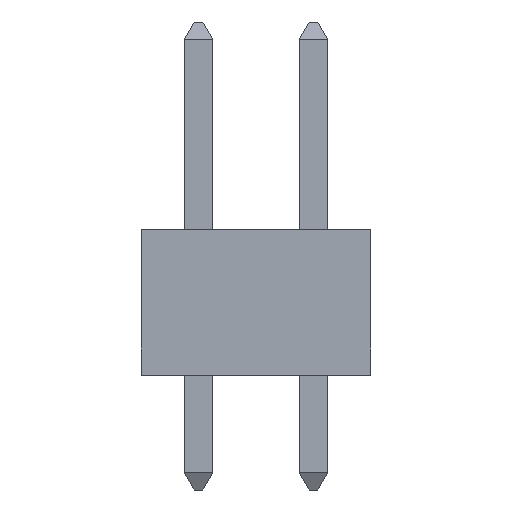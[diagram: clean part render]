
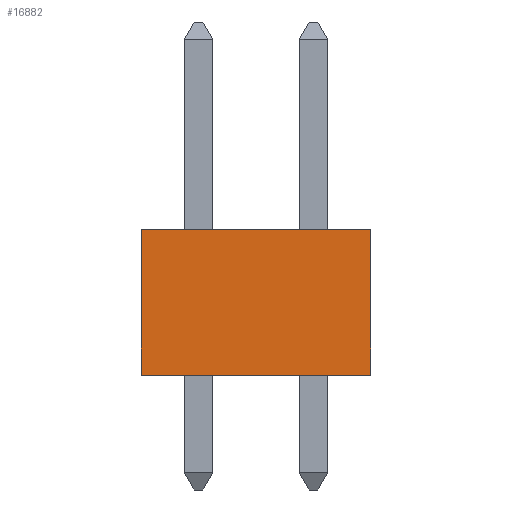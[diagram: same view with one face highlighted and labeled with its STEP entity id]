
A CAD part, left-side view. The second image highlights one B-rep face of the part: STEP entity #16882.
In plain terms, the highlighted planar face has unit normal (-1, 0, 0).
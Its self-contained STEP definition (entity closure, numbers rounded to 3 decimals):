
#16821 = CARTESIAN_POINT ( 'NONE',  ( -1., 3., 0. ) ) ;
#16822 = VERTEX_POINT ( 'NONE', #16821 ) ;
#16829 = CARTESIAN_POINT ( 'NONE',  ( -1., 3., 2.54 ) ) ;
#16830 = VERTEX_POINT ( 'NONE', #16829 ) ;
#16831 = CARTESIAN_POINT ( 'NONE',  ( -1., 3., 2.54 ) ) ;
#16832 = DIRECTION ( 'NONE',  ( 0., 0., -1. ) ) ;
#16833 = VECTOR ( 'NONE', #16832, 1000. ) ;
#16834 = LINE ( 'NONE', #16831, #16833 ) ;
#16835 = EDGE_CURVE ( 'NONE', #16830, #16822, #16834, .T. ) ;
#16852 = CARTESIAN_POINT ( 'NONE',  ( -1., -1., 0. ) ) ;
#16853 = VERTEX_POINT ( 'NONE', #16852 ) ;
#16854 = CARTESIAN_POINT ( 'NONE',  ( -1., -1., 0. ) ) ;
#16855 = DIRECTION ( 'NONE',  ( 0., -1., 0. ) ) ;
#16856 = VECTOR ( 'NONE', #16855, 1000. ) ;
#16857 = LINE ( 'NONE', #16854, #16856 ) ;
#16858 = EDGE_CURVE ( 'NONE', #16822, #16853, #16857, .T. ) ;
#16859 = ORIENTED_EDGE ( 'NONE', *, *, #16858, .T. ) ;
#16860 = CARTESIAN_POINT ( 'NONE',  ( -1., -1., 2.54 ) ) ;
#16861 = VERTEX_POINT ( 'NONE', #16860 ) ;
#16862 = CARTESIAN_POINT ( 'NONE',  ( -1., -1., 2.54 ) ) ;
#16863 = DIRECTION ( 'NONE',  ( 0., 0., -1. ) ) ;
#16864 = VECTOR ( 'NONE', #16863, 1000. ) ;
#16865 = LINE ( 'NONE', #16862, #16864 ) ;
#16866 = EDGE_CURVE ( 'NONE', #16861, #16853, #16865, .T. ) ;
#16867 = ORIENTED_EDGE ( 'NONE', *, *, #16866, .F. ) ;
#16868 = CARTESIAN_POINT ( 'NONE',  ( -1., -1., 2.54 ) ) ;
#16869 = DIRECTION ( 'NONE',  ( 0., -1., 0. ) ) ;
#16870 = VECTOR ( 'NONE', #16869, 1000. ) ;
#16871 = LINE ( 'NONE', #16868, #16870 ) ;
#16872 = EDGE_CURVE ( 'NONE', #16830, #16861, #16871, .T. ) ;
#16873 = ORIENTED_EDGE ( 'NONE', *, *, #16872, .F. ) ;
#16874 = ORIENTED_EDGE ( 'NONE', *, *, #16835, .T. ) ;
#16875 = EDGE_LOOP ( 'NONE', ( #16859, #16867, #16873, #16874 ) ) ;
#16876 = FACE_OUTER_BOUND ( 'NONE', #16875, .T. ) ;
#16877 = CARTESIAN_POINT ( 'NONE',  ( -1., -1., 2.54 ) ) ;
#16878 = DIRECTION ( 'NONE',  ( 1., 0., 0. ) ) ;
#16879 = DIRECTION ( 'NONE',  ( 0., 1., 0. ) ) ;
#16880 = AXIS2_PLACEMENT_3D ( 'NONE', #16877, #16878, #16879 ) ;
#16881 = PLANE ( 'NONE', #16880 ) ;
#16882 = ADVANCED_FACE ( 'NONE', ( #16876 ), #16881, .F. ) ;
